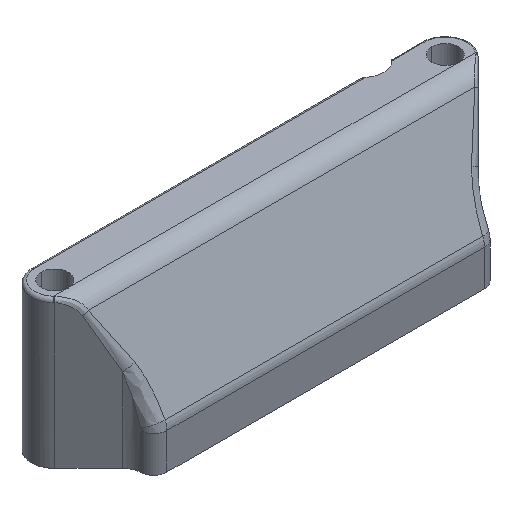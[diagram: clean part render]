
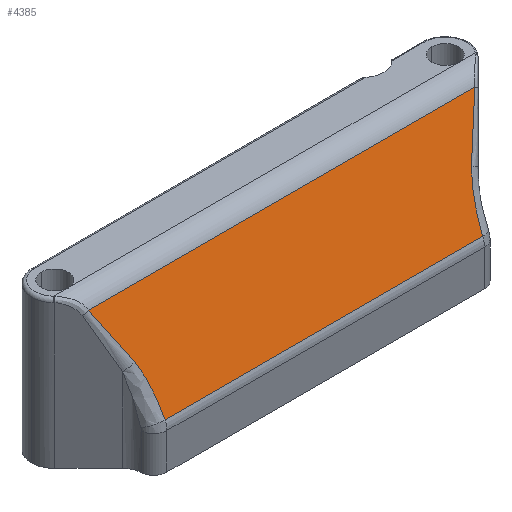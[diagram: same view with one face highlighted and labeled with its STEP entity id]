
A CAD part, isometric view. The second image highlights one B-rep face of the part: STEP entity #4385.
In plain terms, the highlighted planar face has unit normal (0, -0.906, 0.423).
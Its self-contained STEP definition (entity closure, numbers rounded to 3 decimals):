
#9 = ORIENTED_EDGE ( 'NONE', *, *, #1853, .T. ) ;
#31 = CARTESIAN_POINT ( 'NONE',  ( 26.222, -14.619, 6.703 ) ) ;
#112 = CARTESIAN_POINT ( 'NONE',  ( -23.035, -11.469, 13.457 ) ) ;
#136 = CARTESIAN_POINT ( 'NONE',  ( -23.035, -11.469, 13.457 ) ) ;
#168 = CARTESIAN_POINT ( 'NONE',  ( -25.665, -9.347, 18.009 ) ) ;
#488 = CARTESIAN_POINT ( 'NONE',  ( 27.672, -11.469, 13.457 ) ) ;
#506 = PLANE ( 'NONE',  #5235 ) ;
#538 = CARTESIAN_POINT ( 'NONE',  ( 28.772, -10.37, 15.816 ) ) ;
#596 = CARTESIAN_POINT ( 'NONE',  ( -26.765, -8.247, 20.368 ) ) ;
#697 = LINE ( 'NONE', #1477, #993 ) ;
#817 = LINE ( 'NONE', #2436, #5026 ) ;
#956 = CARTESIAN_POINT ( 'NONE',  ( 26.819, -12.322, 11.629 ) ) ;
#993 = VECTOR ( 'NONE', #2405, 1000. ) ;
#1276 = VERTEX_POINT ( 'NONE', #136 ) ;
#1325 = CARTESIAN_POINT ( 'NONE',  ( 26.315, -13.417, 9.28 ) ) ;
#1383 = CARTESIAN_POINT ( 'NONE',  ( -22.182, -12.322, 11.629 ) ) ;
#1477 = CARTESIAN_POINT ( 'NONE',  ( 28.207, -14.619, 6.703 ) ) ;
#1538 = EDGE_CURVE ( 'NONE', #1636, #1276, #4268, .T. ) ;
#1597 = ORIENTED_EDGE ( 'NONE', *, *, #3398, .T. ) ;
#1636 = VERTEX_POINT ( 'NONE', #3936 ) ;
#1742 = CARTESIAN_POINT ( 'NONE',  ( 30.303, -9.347, 18.009 ) ) ;
#1853 = EDGE_CURVE ( 'NONE', #5424, #4223, #697, .T. ) ;
#1899 = ORIENTED_EDGE ( 'NONE', *, *, #4824, .T. ) ;
#2251 = CARTESIAN_POINT ( 'NONE',  ( 31.402, -8.247, 20.368 ) ) ;
#2384 = CARTESIAN_POINT ( 'NONE',  ( 26.222, -14.619, 6.703 ) ) ;
#2405 = DIRECTION ( 'NONE',  ( 1., 0., 0. ) ) ;
#2436 = CARTESIAN_POINT ( 'NONE',  ( -28.081, -8.247, 20.368 ) ) ;
#3085 = DIRECTION ( 'NONE',  ( 0., 0.906, -0.423 ) ) ;
#3218 =( BOUNDED_CURVE ( )  B_SPLINE_CURVE ( 3, ( #31, #1325, #956, #488 ),
 .UNSPECIFIED., .F., .T. ) 
 B_SPLINE_CURVE_WITH_KNOTS ( ( 4, 4 ),
 ( 1.648, 2.356 ),
 .UNSPECIFIED. ) 
 CURVE ( )  GEOMETRIC_REPRESENTATION_ITEM ( )  RATIONAL_B_SPLINE_CURVE ( ( 1., 0.959, 0.959, 1. ) ) 
 REPRESENTATION_ITEM ( '' )  );
#3379 = DIRECTION ( 'NONE',  ( -1., 0., 0. ) ) ;
#3398 = EDGE_CURVE ( 'NONE', #5394, #1636, #817, .T. ) ;
#3517 = CARTESIAN_POINT ( 'NONE',  ( -50.307, -7.439, 22.1 ) ) ;
#3554 = CARTESIAN_POINT ( 'NONE',  ( -21.678, -13.417, 9.28 ) ) ;
#3835 = CARTESIAN_POINT ( 'NONE',  ( 27.672, -11.469, 13.457 ) ) ;
#3910 = VERTEX_POINT ( 'NONE', #3835 ) ;
#3936 = CARTESIAN_POINT ( 'NONE',  ( -26.765, -8.247, 20.368 ) ) ;
#3985 =( BOUNDED_CURVE ( )  B_SPLINE_CURVE ( 3, ( #112, #1383, #3554, #5269 ),
 .UNSPECIFIED., .F., .T. ) 
 B_SPLINE_CURVE_WITH_KNOTS ( ( 4, 4 ),
 ( 0.785, 1.494 ),
 .UNSPECIFIED. ) 
 CURVE ( )  GEOMETRIC_REPRESENTATION_ITEM ( )  RATIONAL_B_SPLINE_CURVE ( ( 1., 0.959, 0.959, 1. ) ) 
 REPRESENTATION_ITEM ( '' )  );
#4023 = EDGE_CURVE ( 'NONE', #3910, #5394, #4791, .T. ) ;
#4223 = VERTEX_POINT ( 'NONE', #2384 ) ;
#4249 = ORIENTED_EDGE ( 'NONE', *, *, #1538, .T. ) ;
#4268 = B_SPLINE_CURVE_WITH_KNOTS ( 'NONE', 3,
 ( #596, #168, #5245, #4905 ),
 .UNSPECIFIED., .F., .F.,
 ( 4, 4 ),
 ( 0.011, 0.019 ),
 .UNSPECIFIED. ) ;
#4363 = FACE_OUTER_BOUND ( 'NONE', #5019, .T. ) ;
#4385 = ADVANCED_FACE ( 'NONE', ( #4363 ), #506, .F. ) ;
#4791 = B_SPLINE_CURVE_WITH_KNOTS ( 'NONE', 3,
 ( #5207, #538, #1742, #2251 ),
 .UNSPECIFIED., .F., .F.,
 ( 4, 4 ),
 ( 0.022, 0.03 ),
 .UNSPECIFIED. ) ;
#4817 = DIRECTION ( 'NONE',  ( 1., 0., 0. ) ) ;
#4824 = EDGE_CURVE ( 'NONE', #1276, #5424, #3985, .T. ) ;
#4851 = CARTESIAN_POINT ( 'NONE',  ( 31.402, -8.247, 20.368 ) ) ;
#4905 = CARTESIAN_POINT ( 'NONE',  ( -23.035, -11.469, 13.457 ) ) ;
#4992 = CARTESIAN_POINT ( 'NONE',  ( -21.585, -14.619, 6.703 ) ) ;
#5019 = EDGE_LOOP ( 'NONE', ( #4249, #1899, #9, #5046, #5416, #1597 ) ) ;
#5026 = VECTOR ( 'NONE', #3379, 1000. ) ;
#5046 = ORIENTED_EDGE ( 'NONE', *, *, #5357, .T. ) ;
#5207 = CARTESIAN_POINT ( 'NONE',  ( 27.672, -11.469, 13.457 ) ) ;
#5235 = AXIS2_PLACEMENT_3D ( 'NONE', #3517, #3085, #4817 ) ;
#5245 = CARTESIAN_POINT ( 'NONE',  ( -24.135, -10.37, 15.816 ) ) ;
#5269 = CARTESIAN_POINT ( 'NONE',  ( -21.585, -14.619, 6.703 ) ) ;
#5357 = EDGE_CURVE ( 'NONE', #4223, #3910, #3218, .T. ) ;
#5394 = VERTEX_POINT ( 'NONE', #4851 ) ;
#5416 = ORIENTED_EDGE ( 'NONE', *, *, #4023, .T. ) ;
#5424 = VERTEX_POINT ( 'NONE', #4992 ) ;
